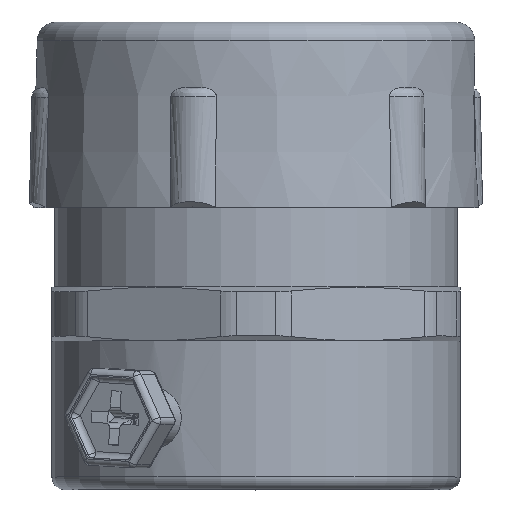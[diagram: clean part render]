
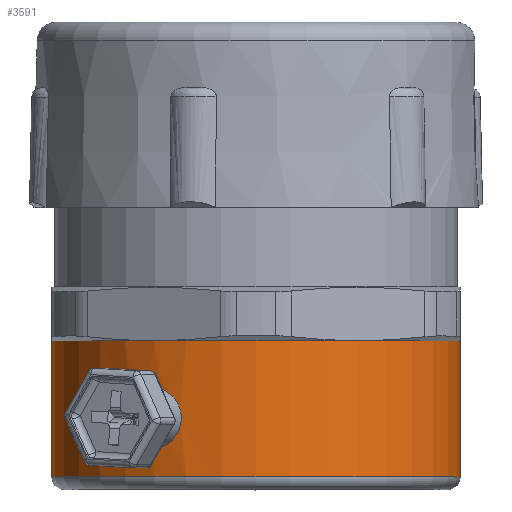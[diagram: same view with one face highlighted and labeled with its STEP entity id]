
A CAD part, top view. The second image highlights one B-rep face of the part: STEP entity #3591.
In plain terms, the highlighted cylindrical face has radius 16.2 mm (diameter 32.4 mm), a full revolution.
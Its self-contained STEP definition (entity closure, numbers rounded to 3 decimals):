
#74=FACE_BOUND('',#778,.T.);
#266=CIRCLE('',#3972,16.2);
#270=CIRCLE('',#3976,16.2);
#271=CIRCLE('',#3977,16.2);
#274=CIRCLE('',#3982,16.2);
#275=CIRCLE('',#3983,16.2);
#276=CIRCLE('',#3984,16.2);
#277=CIRCLE('',#3985,16.2);
#278=CIRCLE('',#3986,16.2);
#279=CIRCLE('',#3987,16.2);
#410=CYLINDRICAL_SURFACE('',#3981,16.2);
#563=FACE_OUTER_BOUND('',#777,.T.);
#777=EDGE_LOOP('',(#2815,#2816,#2817,#2818,#2819,#2820,#2821,#2822,#2823,
#2824,#2825));
#778=EDGE_LOOP('',(#2826,#2827));
#997=LINE('',#6511,#1187);
#1187=VECTOR('',#4814,16.2);
#1265=B_SPLINE_CURVE_WITH_KNOTS('',3,(#5938,#5939,#5940,#5941,#5942,#5943,
#5944,#5945,#5946,#5947,#5948,#5949,#5950,#5951,#5952,#5953,#5954,#5955,
#5956,#5957),.UNSPECIFIED.,.F.,.F.,(4,2,2,2,2,2,2,2,2,4),(0.,0.091,
0.181,0.272,0.362,0.453,
0.543,0.634,0.724,0.737),
 .UNSPECIFIED.);
#1266=B_SPLINE_CURVE_WITH_KNOTS('',3,(#5958,#5959,#5960,#5961,#5962,#5963,
#5964,#5965,#5966,#5967,#5968,#5969,#5970,#5971,#5972,#5973,#5974,#5975),
 .UNSPECIFIED.,.F.,.F.,(4,2,2,2,2,2,2,2,4),(0.737,0.815,
0.905,0.996,1.087,1.177,1.268,
1.358,1.449),.UNSPECIFIED.);
#1411=VERTEX_POINT('',#5936);
#1412=VERTEX_POINT('',#5937);
#1524=VERTEX_POINT('',#6485);
#1525=VERTEX_POINT('',#6486);
#1528=VERTEX_POINT('',#6493);
#1531=VERTEX_POINT('',#6502);
#1532=VERTEX_POINT('',#6503);
#1533=VERTEX_POINT('',#6505);
#1534=VERTEX_POINT('',#6507);
#1535=VERTEX_POINT('',#6509);
#1536=VERTEX_POINT('',#6512);
#1768=EDGE_CURVE('',#1411,#1412,#1265,.T.);
#1769=EDGE_CURVE('',#1412,#1411,#1266,.T.);
#1974=EDGE_CURVE('',#1524,#1525,#266,.T.);
#1978=EDGE_CURVE('',#1525,#1528,#270,.T.);
#1979=EDGE_CURVE('',#1528,#1524,#271,.T.);
#1982=EDGE_CURVE('',#1531,#1532,#274,.T.);
#1983=EDGE_CURVE('',#1533,#1531,#275,.T.);
#1984=EDGE_CURVE('',#1534,#1533,#276,.T.);
#1985=EDGE_CURVE('',#1535,#1534,#277,.T.);
#1986=EDGE_CURVE('',#1535,#1528,#997,.T.);
#1987=EDGE_CURVE('',#1536,#1535,#278,.T.);
#1988=EDGE_CURVE('',#1532,#1536,#279,.T.);
#2815=ORIENTED_EDGE('',*,*,#1982,.F.);
#2816=ORIENTED_EDGE('',*,*,#1983,.F.);
#2817=ORIENTED_EDGE('',*,*,#1984,.F.);
#2818=ORIENTED_EDGE('',*,*,#1985,.F.);
#2819=ORIENTED_EDGE('',*,*,#1986,.T.);
#2820=ORIENTED_EDGE('',*,*,#1978,.F.);
#2821=ORIENTED_EDGE('',*,*,#1974,.F.);
#2822=ORIENTED_EDGE('',*,*,#1979,.F.);
#2823=ORIENTED_EDGE('',*,*,#1986,.F.);
#2824=ORIENTED_EDGE('',*,*,#1987,.F.);
#2825=ORIENTED_EDGE('',*,*,#1988,.F.);
#2826=ORIENTED_EDGE('',*,*,#1768,.T.);
#2827=ORIENTED_EDGE('',*,*,#1769,.T.);
#3591=ADVANCED_FACE('',(#563,#74),#410,.T.);
#3972=AXIS2_PLACEMENT_3D('',#6487,#4786,#4787);
#3976=AXIS2_PLACEMENT_3D('',#6494,#4794,#4795);
#3977=AXIS2_PLACEMENT_3D('',#6495,#4796,#4797);
#3981=AXIS2_PLACEMENT_3D('',#6501,#4804,#4805);
#3982=AXIS2_PLACEMENT_3D('',#6504,#4806,#4807);
#3983=AXIS2_PLACEMENT_3D('',#6506,#4808,#4809);
#3984=AXIS2_PLACEMENT_3D('',#6508,#4810,#4811);
#3985=AXIS2_PLACEMENT_3D('',#6510,#4812,#4813);
#3986=AXIS2_PLACEMENT_3D('',#6513,#4815,#4816);
#3987=AXIS2_PLACEMENT_3D('',#6514,#4817,#4818);
#4786=DIRECTION('center_axis',(0.,-1.,0.));
#4787=DIRECTION('ref_axis',(0.5,0.,-0.866));
#4794=DIRECTION('center_axis',(0.,-1.,0.));
#4795=DIRECTION('ref_axis',(0.5,0.,-0.866));
#4796=DIRECTION('center_axis',(0.,-1.,0.));
#4797=DIRECTION('ref_axis',(0.5,0.,-0.866));
#4804=DIRECTION('center_axis',(0.,1.,0.));
#4805=DIRECTION('ref_axis',(-1.,0.,0.));
#4806=DIRECTION('center_axis',(0.,1.,0.));
#4807=DIRECTION('ref_axis',(1.,0.,0.));
#4808=DIRECTION('center_axis',(0.,1.,0.));
#4809=DIRECTION('ref_axis',(1.,0.,0.));
#4810=DIRECTION('center_axis',(0.,1.,0.));
#4811=DIRECTION('ref_axis',(1.,0.,0.));
#4812=DIRECTION('center_axis',(0.,1.,0.));
#4813=DIRECTION('ref_axis',(1.,0.,0.));
#4814=DIRECTION('',(0.,-1.,0.));
#4815=DIRECTION('center_axis',(0.,1.,0.));
#4816=DIRECTION('ref_axis',(1.,0.,0.));
#4817=DIRECTION('center_axis',(0.,1.,0.));
#4818=DIRECTION('ref_axis',(1.,0.,0.));
#5936=CARTESIAN_POINT('',(-10.089,5.65,12.675));
#5937=CARTESIAN_POINT('',(-5.935,5.519,15.073));
#5938=CARTESIAN_POINT('Ctrl Pts',(-10.089,5.65,12.675));
#5939=CARTESIAN_POINT('Ctrl Pts',(-10.089,5.952,12.675));
#5940=CARTESIAN_POINT('Ctrl Pts',(-10.041,6.273,12.713));
#5941=CARTESIAN_POINT('Ctrl Pts',(-9.846,6.865,12.865));
#5942=CARTESIAN_POINT('Ctrl Pts',(-9.698,7.134,12.978));
#5943=CARTESIAN_POINT('Ctrl Pts',(-9.352,7.56,13.23));
#5944=CARTESIAN_POINT('Ctrl Pts',(-9.13,7.745,13.385));
#5945=CARTESIAN_POINT('Ctrl Pts',(-8.635,7.99,13.71));
#5946=CARTESIAN_POINT('Ctrl Pts',(-8.361,8.05,13.879));
#5947=CARTESIAN_POINT('Ctrl Pts',(-7.839,8.05,14.181));
#5948=CARTESIAN_POINT('Ctrl Pts',(-7.555,7.99,14.333));
#5949=CARTESIAN_POINT('Ctrl Pts',(-7.027,7.745,14.6));
#5950=CARTESIAN_POINT('Ctrl Pts',(-6.781,7.56,14.714));
#5951=CARTESIAN_POINT('Ctrl Pts',(-6.39,7.134,14.888));
#5952=CARTESIAN_POINT('Ctrl Pts',(-6.218,6.865,14.96));
#5953=CARTESIAN_POINT('Ctrl Pts',(-5.989,6.273,15.053));
#5954=CARTESIAN_POINT('Ctrl Pts',(-5.932,5.952,15.075));
#5955=CARTESIAN_POINT('Ctrl Pts',(-5.932,5.607,15.075));
#5956=CARTESIAN_POINT('Ctrl Pts',(-5.933,5.563,15.074));
#5957=CARTESIAN_POINT('Ctrl Pts',(-5.935,5.519,15.073));
#5958=CARTESIAN_POINT('Ctrl Pts',(-5.935,5.519,15.073));
#5959=CARTESIAN_POINT('Ctrl Pts',(-5.949,5.257,15.068));
#5960=CARTESIAN_POINT('Ctrl Pts',(-6.006,4.984,15.046));
#5961=CARTESIAN_POINT('Ctrl Pts',(-6.218,4.435,14.96));
#5962=CARTESIAN_POINT('Ctrl Pts',(-6.39,4.166,14.888));
#5963=CARTESIAN_POINT('Ctrl Pts',(-6.781,3.74,14.714));
#5964=CARTESIAN_POINT('Ctrl Pts',(-7.027,3.555,14.6));
#5965=CARTESIAN_POINT('Ctrl Pts',(-7.555,3.31,14.333));
#5966=CARTESIAN_POINT('Ctrl Pts',(-7.839,3.25,14.181));
#5967=CARTESIAN_POINT('Ctrl Pts',(-8.361,3.25,13.879));
#5968=CARTESIAN_POINT('Ctrl Pts',(-8.635,3.31,13.71));
#5969=CARTESIAN_POINT('Ctrl Pts',(-9.13,3.555,13.385));
#5970=CARTESIAN_POINT('Ctrl Pts',(-9.352,3.74,13.23));
#5971=CARTESIAN_POINT('Ctrl Pts',(-9.698,4.166,12.978));
#5972=CARTESIAN_POINT('Ctrl Pts',(-9.846,4.435,12.865));
#5973=CARTESIAN_POINT('Ctrl Pts',(-10.041,5.027,12.713));
#5974=CARTESIAN_POINT('Ctrl Pts',(-10.089,5.348,12.675));
#5975=CARTESIAN_POINT('Ctrl Pts',(-10.089,5.65,12.675));
#6485=CARTESIAN_POINT('',(-8.1,1.,14.03));
#6486=CARTESIAN_POINT('',(0.,1.,-16.2));
#6487=CARTESIAN_POINT('Origin',(0.,1.,0.));
#6493=CARTESIAN_POINT('',(16.2,1.,0.));
#6494=CARTESIAN_POINT('Origin',(0.,1.,0.));
#6495=CARTESIAN_POINT('Origin',(0.,1.,0.));
#6501=CARTESIAN_POINT('Origin',(0.,5.9,0.));
#6502=CARTESIAN_POINT('',(-16.2,11.8,0.));
#6503=CARTESIAN_POINT('',(-8.1,11.8,14.03));
#6504=CARTESIAN_POINT('Origin',(0.,11.8,0.));
#6505=CARTESIAN_POINT('',(-8.1,11.8,-14.03));
#6506=CARTESIAN_POINT('Origin',(0.,11.8,0.));
#6507=CARTESIAN_POINT('',(8.1,11.8,-14.03));
#6508=CARTESIAN_POINT('Origin',(0.,11.8,0.));
#6509=CARTESIAN_POINT('',(16.2,11.8,0.));
#6510=CARTESIAN_POINT('Origin',(0.,11.8,0.));
#6511=CARTESIAN_POINT('',(16.2,5.9,0.));
#6512=CARTESIAN_POINT('',(8.1,11.8,14.03));
#6513=CARTESIAN_POINT('Origin',(0.,11.8,0.));
#6514=CARTESIAN_POINT('Origin',(0.,11.8,0.));
